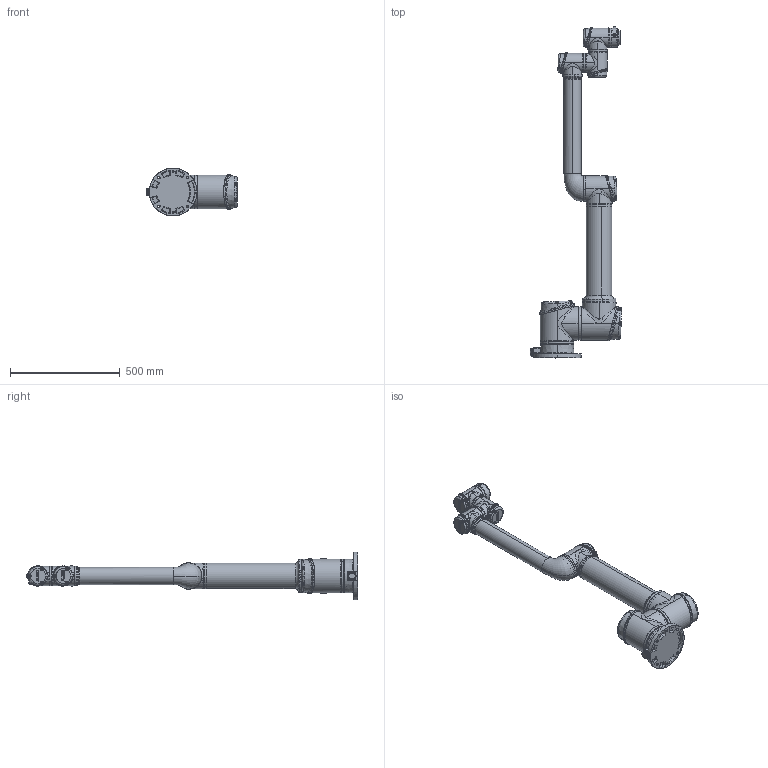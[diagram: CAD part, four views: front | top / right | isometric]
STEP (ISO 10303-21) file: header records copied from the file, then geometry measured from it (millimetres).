
FILE_DESCRIPTION (( 'STEP AP214' ), '1' );
FILE_NAME ('iS10-蚾饜极.STEP', '2023-07-19T02:35:43', ( '' ), ( '' ), 'SwSTEP 2.0', 'SolidWorks 2018', '' );
FILE_SCHEMA (( 'AUTOMOTIVE_DESIGN' ));
Length unit declared in the file: millimetre
Products named in the file (7): iS10-蚾饜极; M17P-壽誹潠趙; iS10-菁釱潠趙; iS10-苤旋潠趙; iS10-湮旋潠趙; M32P-壽誹潠趙; iS10-藺傷潠趙
Assembly tree (8 placements, depth 2):
  iS10-蚾饜极
    iS10-湮旋潠趙
    M32P-壽誹潠趙
    iS10-菁釱潠趙
    iS10-苤旋潠趙
    M17P-壽誹潠趙  x3
    iS10-藺傷潠趙
Bounding box: 415.27 x 1510 x 217.97 mm (x, y, z)
Volume: 6495129.9 mm3; surface area: 1289058.9 mm2
Topology: 13 solids, 100 shells, 4676 faces, 11649 edges, 7150 vertices
Faces by surface type: plane 1364, bspline 1168, cylinder 1057, cone 511, torus 407, sphere 169
Entity records: 227078 total; most frequent: CARTESIAN_POINT 128658, ORIENTED_EDGE 16654, DIRECTION 11745, EDGE_CURVE 8330, VERTEX_POINT 5252, AXIS2_PLACEMENT_3D 4901, B_SPLINE_CURVE_WITH_KNOTS 3997, EDGE_LOOP 3744
